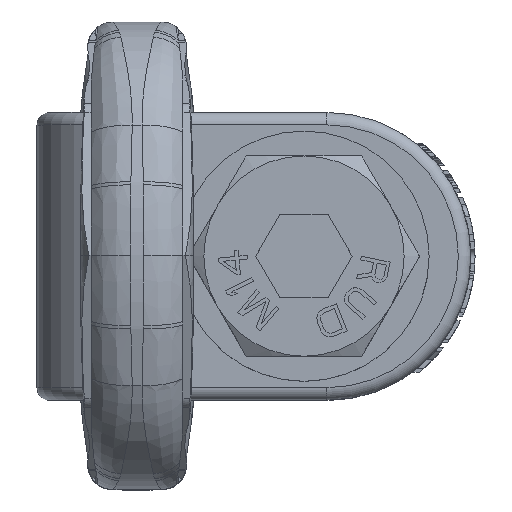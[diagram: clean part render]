
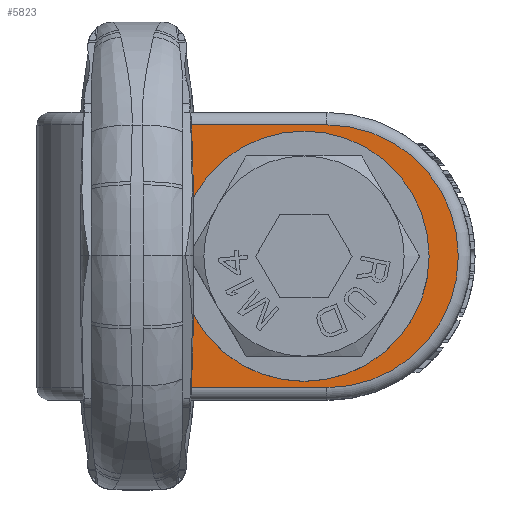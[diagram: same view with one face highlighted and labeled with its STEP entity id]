
A CAD part, top view. The second image highlights one B-rep face of the part: STEP entity #5823.
In plain terms, the highlighted planar face has unit normal (0, 0, 1).
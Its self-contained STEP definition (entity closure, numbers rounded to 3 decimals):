
#167=DIRECTION('',(-1.,0.,0.));
#168=VECTOR('',#167,22.25);
#169=CARTESIAN_POINT('',(36.75,15.75,25.));
#170=LINE('',#169,#168);
#171=CARTESIAN_POINT('',(36.75,0.,25.));
#172=DIRECTION('',(0.,0.,1.));
#173=DIRECTION('',(0.,-1.,0.));
#174=AXIS2_PLACEMENT_3D('',#171,#172,#173);
#176=DIRECTION('',(1.,0.,0.));
#177=VECTOR('',#176,22.25);
#178=CARTESIAN_POINT('',(14.5,-15.75,25.));
#179=LINE('',#178,#177);
#180=DIRECTION('',(0.,-1.,0.));
#181=VECTOR('',#180,31.5);
#182=CARTESIAN_POINT('',(14.5,15.75,25.));
#183=LINE('',#182,#181);
#184=CARTESIAN_POINT('',(34.,0.,25.));
#185=DIRECTION('',(0.,0.,-1.));
#186=DIRECTION('',(-1.,0.,0.));
#187=AXIS2_PLACEMENT_3D('',#184,#185,#186);
#189=CARTESIAN_POINT('',(34.,0.,25.));
#190=DIRECTION('',(0.,0.,-1.));
#191=DIRECTION('',(1.,0.,0.));
#192=AXIS2_PLACEMENT_3D('',#189,#190,#191);
#4620=CARTESIAN_POINT('',(36.75,15.75,25.));
#4621=CARTESIAN_POINT('',(14.5,15.75,25.));
#4622=VERTEX_POINT('',#4620);
#4623=VERTEX_POINT('',#4621);
#4644=CARTESIAN_POINT('',(14.5,-15.75,25.));
#4645=VERTEX_POINT('',#4644);
#4648=CARTESIAN_POINT('',(36.75,-15.75,25.));
#4649=VERTEX_POINT('',#4648);
#4688=CARTESIAN_POINT('',(21.75,0.,25.));
#4689=CARTESIAN_POINT('',(46.25,0.,25.));
#4690=VERTEX_POINT('',#4688);
#4691=VERTEX_POINT('',#4689);
#5804=CARTESIAN_POINT('',(0.,0.,25.));
#5805=DIRECTION('',(0.,0.,1.));
#5806=DIRECTION('',(-1.,0.,0.));
#5807=AXIS2_PLACEMENT_3D('',#5804,#5805,#5806);
#5808=PLANE('',#5807);
#5810=ORIENTED_EDGE('',*,*,#5809,.F.);
#5812=ORIENTED_EDGE('',*,*,#5811,.F.);
#5813=ORIENTED_EDGE('',*,*,#5795,.F.);
#5814=ORIENTED_EDGE('',*,*,#5647,.F.);
#5815=EDGE_LOOP('',(#5810,#5812,#5813,#5814));
#5816=FACE_OUTER_BOUND('',#5815,.F.);
#5818=ORIENTED_EDGE('',*,*,#5817,.F.);
#5820=ORIENTED_EDGE('',*,*,#5819,.F.);
#5821=EDGE_LOOP('',(#5818,#5820));
#5822=FACE_BOUND('',#5821,.F.);
#5823=ADVANCED_FACE('',(#5816,#5822),#5808,.T.);
#175=CIRCLE('',#174,15.75);
#188=CIRCLE('',#187,12.25);
#193=CIRCLE('',#192,12.25);
#5647=EDGE_CURVE('',#4623,#4645,#183,.T.);
#5795=EDGE_CURVE('',#4645,#4649,#179,.T.);
#5809=EDGE_CURVE('',#4622,#4623,#170,.T.);
#5811=EDGE_CURVE('',#4649,#4622,#175,.T.);
#5817=EDGE_CURVE('',#4690,#4691,#188,.T.);
#5819=EDGE_CURVE('',#4691,#4690,#193,.T.);
